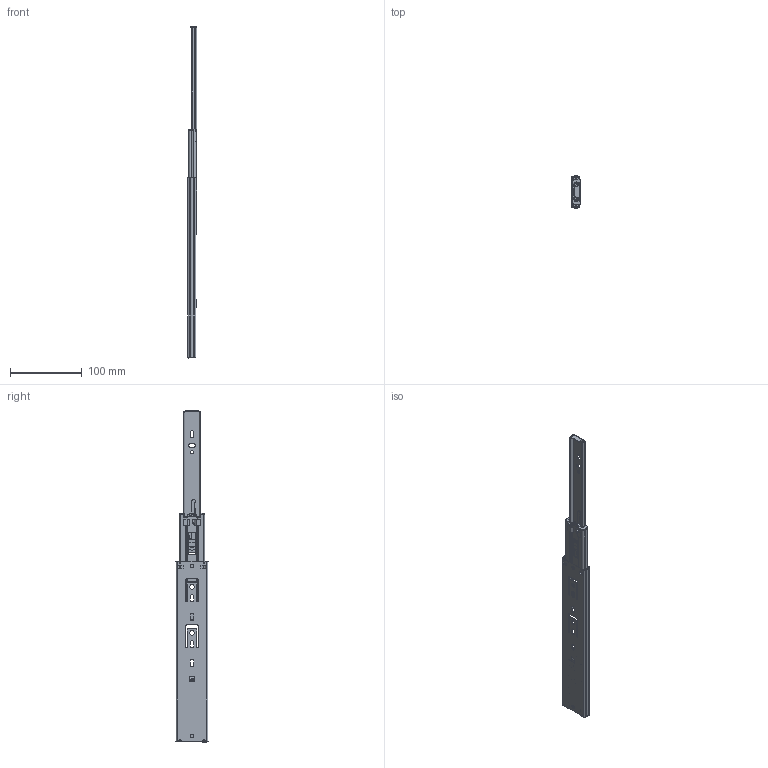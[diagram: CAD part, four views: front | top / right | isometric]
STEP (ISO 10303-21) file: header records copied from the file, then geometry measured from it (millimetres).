
FILE_DESCRIPTION (( 'STEP AP214' ), '1' );
FILE_NAME ('45#毀粟10渡open.STEP', '2024-10-10T08:51:27', ( '' ), ( '' ), 'SwSTEP 2.0', 'SolidWorks 2016', '' );
FILE_SCHEMA (( 'AUTOMOTIVE_DESIGN' ));
Length unit declared in the file: millimetre
Products named in the file (13): 毀粟2; 45#等遣喳囀寢10渡; 45紩殤10渡; 45#等遣喳笢寢10渡; 毀粟; 詩紩4.72; 毀粟1; 囀寢蝶諶; 45癹弇坶; 45#等遣喳俋寢10渡; 45中轨胶塞; 紩沭64; 45#毀粟10渡open
Assembly tree (30 placements, depth 3):
  45#毀粟10渡open
    45#等遣喳俋寢10渡
    45#等遣喳笢寢10渡
    45#等遣喳囀寢10渡
    45紩殤10渡
    詩紩4.72  x18
    紩沭64  x2
    毀粟
      毀粟1
      毀粟2
    45中轨胶塞
    45癹弇坶
    囀寢蝶諶
Bounding box: 13.28 x 45.47 x 462.21 mm (x, y, z)
Volume: 59798.3 mm3; surface area: 102563.6 mm2
Topology: 30 solids, 30 shells, 2977 faces, 8209 edges, 5171 vertices
Faces by surface type: plane 1156, cylinder 769, bspline 723, sphere 134, torus 128, cone 67
Entity records: 97552 total; most frequent: CARTESIAN_POINT 32849, ORIENTED_EDGE 14882, DIRECTION 11090, EDGE_CURVE 7441, VERTEX_POINT 4777, VECTOR 4042, LINE 4042, AXIS2_PLACEMENT_3D 3524
